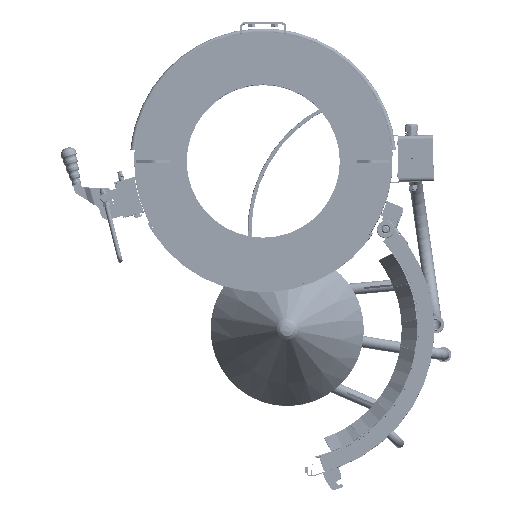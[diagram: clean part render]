
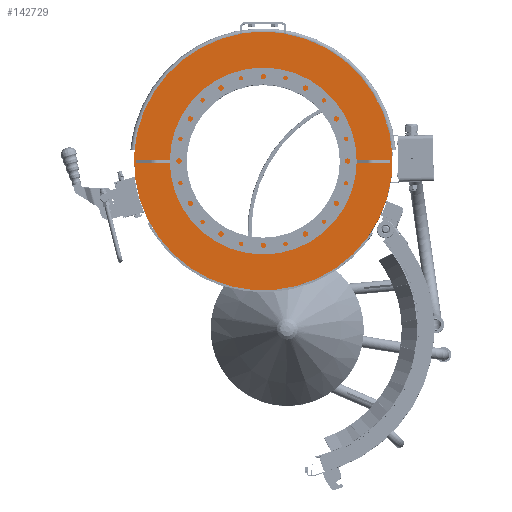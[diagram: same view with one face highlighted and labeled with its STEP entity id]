
A CAD part, top view. The second image highlights one B-rep face of the part: STEP entity #142729.
In plain terms, the highlighted face is planar.
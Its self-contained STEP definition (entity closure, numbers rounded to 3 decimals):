
#15122=LINE($,#265612,#27415);
#15123=LINE($,#265614,#27416);
#15124=LINE($,#265616,#27417);
#15125=LINE($,#265617,#27418);
#15126=LINE($,#265620,#27419);
#15127=LINE($,#265622,#27420);
#15128=LINE($,#265624,#27421);
#15129=LINE($,#265625,#27422);
#27415=VECTOR($,#177621,100.);
#27416=VECTOR($,#177622,8.);
#27417=VECTOR($,#177623,100.);
#27418=VECTOR($,#177624,8.);
#27419=VECTOR($,#177625,100.);
#27420=VECTOR($,#177626,8.);
#27421=VECTOR($,#177627,100.);
#27422=VECTOR($,#177628,8.);
#33840=PLANE($,#151031);
#36930=FACE_BOUND($,#52128,.T.);
#36931=FACE_BOUND($,#52129,.T.);
#36932=FACE_BOUND($,#52130,.T.);
#43384=FACE_OUTER_BOUND($,#52127,.T.);
#52127=EDGE_LOOP($,(#120829,#120830));
#52128=EDGE_LOOP($,(#120831,#120832,#120833,#120834));
#52129=EDGE_LOOP($,(#120835,#120836,#120837,#120838));
#52130=EDGE_LOOP($,(#120839,#120840));
#56051=CIRCLE($,#150981,337.5);
#56052=CIRCLE($,#150982,337.5);
#56077=CIRCLE($,#151018,203.);
#56087=CIRCLE($,#151032,203.);
#67766=VERTEX_POINT($,#265401);
#67767=VERTEX_POINT($,#265402);
#67843=VERTEX_POINT($,#265571);
#67844=VERTEX_POINT($,#265573);
#67860=VERTEX_POINT($,#265610);
#67861=VERTEX_POINT($,#265611);
#67862=VERTEX_POINT($,#265613);
#67863=VERTEX_POINT($,#265615);
#67864=VERTEX_POINT($,#265618);
#67865=VERTEX_POINT($,#265619);
#67866=VERTEX_POINT($,#265621);
#67867=VERTEX_POINT($,#265623);
#85804=EDGE_CURVE($,#67766,#67767,#56051,.T.);
#85805=EDGE_CURVE($,#67767,#67766,#56052,.T.);
#85887=EDGE_CURVE($,#67844,#67843,#56077,.T.);
#85904=EDGE_CURVE($,#67860,#67861,#15122,.T.);
#85905=EDGE_CURVE($,#67861,#67862,#15123,.T.);
#85906=EDGE_CURVE($,#67862,#67863,#15124,.T.);
#85907=EDGE_CURVE($,#67863,#67860,#15125,.T.);
#85908=EDGE_CURVE($,#67864,#67865,#15126,.T.);
#85909=EDGE_CURVE($,#67865,#67866,#15127,.T.);
#85910=EDGE_CURVE($,#67866,#67867,#15128,.T.);
#85911=EDGE_CURVE($,#67867,#67864,#15129,.T.);
#85912=EDGE_CURVE($,#67844,#67843,#56087,.T.);
#120829=ORIENTED_EDGE($,*,*,#85805,.T.);
#120830=ORIENTED_EDGE($,*,*,#85804,.T.);
#120831=ORIENTED_EDGE($,*,*,#85904,.T.);
#120832=ORIENTED_EDGE($,*,*,#85905,.T.);
#120833=ORIENTED_EDGE($,*,*,#85906,.T.);
#120834=ORIENTED_EDGE($,*,*,#85907,.T.);
#120835=ORIENTED_EDGE($,*,*,#85908,.T.);
#120836=ORIENTED_EDGE($,*,*,#85909,.T.);
#120837=ORIENTED_EDGE($,*,*,#85910,.T.);
#120838=ORIENTED_EDGE($,*,*,#85911,.T.);
#120839=ORIENTED_EDGE($,*,*,#85912,.F.);
#120840=ORIENTED_EDGE($,*,*,#85887,.T.);
#142729=ADVANCED_FACE($,(#43384,#36930,#36931,#36932),#33840,.T.);
#150981=AXIS2_PLACEMENT_3D($,#265403,#177455,#177456);
#150982=AXIS2_PLACEMENT_3D($,#265404,#177457,#177458);
#151018=AXIS2_PLACEMENT_3D($,#265574,#177586,#177587);
#151031=AXIS2_PLACEMENT_3D($,#265609,#177619,#177620);
#151032=AXIS2_PLACEMENT_3D($,#265626,#177629,#177630);
#177455=DIRECTION('center_axis',(0.,0.,
1.));
#177456=DIRECTION('ref_axis',(1.,0.,0.));
#177457=DIRECTION('center_axis',(0.,0.,
1.));
#177458=DIRECTION('ref_axis',(1.,0.,0.));
#177586=DIRECTION('center_axis',(0.,0.,
-1.));
#177587=DIRECTION('ref_axis',(1.,0.,0.));
#177619=DIRECTION('center_axis',(0.,0.,
1.));
#177620=DIRECTION('ref_axis',(0.,1.,0.));
#177621=DIRECTION($,(-1.,0.,0.));
#177622=DIRECTION($,(0.,1.,0.));
#177623=DIRECTION($,(1.,0.,0.));
#177624=DIRECTION($,(0.,-1.,0.));
#177625=DIRECTION($,(-1.,0.,0.));
#177626=DIRECTION($,(0.,1.,0.));
#177627=DIRECTION($,(1.,0.,0.));
#177628=DIRECTION($,(0.,-1.,0.));
#177629=DIRECTION('center_axis',(0.,0.,
1.));
#177630=DIRECTION('ref_axis',(1.,0.,0.));
#265401=CARTESIAN_POINT('',(55.,332.988,1037.));
#265402=CARTESIAN_POINT('',(-55.,332.988,1037.));
#265403=CARTESIAN_POINT('Origin',(0.,0.,
1037.));
#265404=CARTESIAN_POINT('Origin',(0.,0.,
1037.));
#265571=CARTESIAN_POINT('',(0.05,203.,1037.));
#265573=CARTESIAN_POINT('',(-0.05,203.,1037.));
#265574=CARTESIAN_POINT('Origin',(0.,0.,
1037.));
#265609=CARTESIAN_POINT('Origin',(335.5,0.,1037.));
#265610=CARTESIAN_POINT('',(332.166,-4.,1037.));
#265611=CARTESIAN_POINT('',(232.166,-4.,1037.));
#265612=CARTESIAN_POINT($,(332.166,-4.,1037.));
#265613=CARTESIAN_POINT('',(232.166,4.,1037.));
#265614=CARTESIAN_POINT($,(232.166,-4.,1037.));
#265615=CARTESIAN_POINT('',(332.166,4.,1037.));
#265616=CARTESIAN_POINT($,(232.166,4.,1037.));
#265617=CARTESIAN_POINT($,(332.166,4.,1037.));
#265618=CARTESIAN_POINT('',(-232.166,-4.,1037.));
#265619=CARTESIAN_POINT('',(-332.166,-4.,1037.));
#265620=CARTESIAN_POINT($,(-232.166,-4.,1037.));
#265621=CARTESIAN_POINT('',(-332.166,4.,1037.));
#265622=CARTESIAN_POINT($,(-332.166,-4.,1037.));
#265623=CARTESIAN_POINT('',(-232.166,4.,1037.));
#265624=CARTESIAN_POINT($,(-332.166,4.,1037.));
#265625=CARTESIAN_POINT($,(-232.166,4.,1037.));
#265626=CARTESIAN_POINT('Origin',(0.,0.,
1037.));
